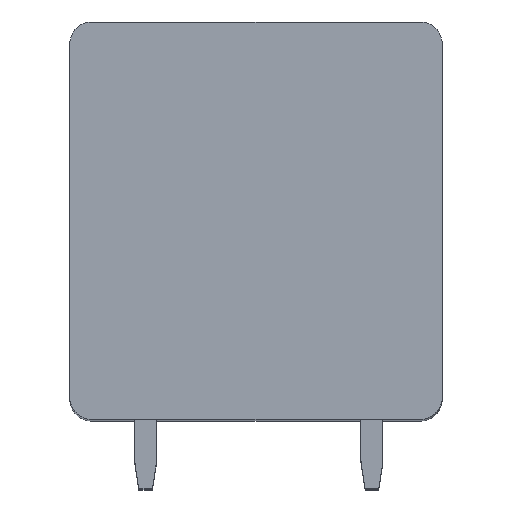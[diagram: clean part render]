
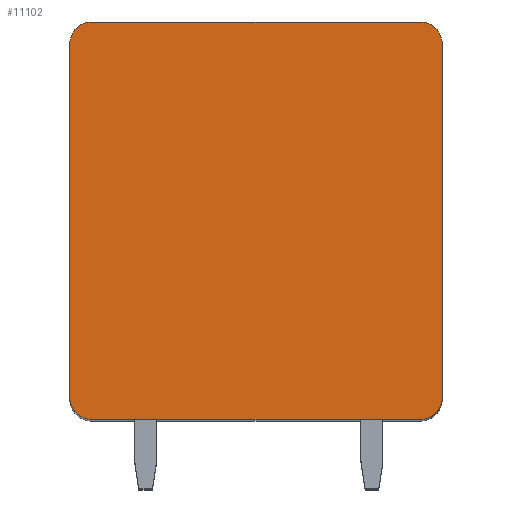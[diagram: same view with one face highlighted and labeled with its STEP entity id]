
A CAD part, top view. The second image highlights one B-rep face of the part: STEP entity #11102.
In plain terms, the highlighted planar face has unit normal (0, 0, 1).
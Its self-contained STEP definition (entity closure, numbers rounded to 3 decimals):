
#1401=CARTESIAN_POINT('',(-5.95,6.4,1.75));
#1402=DIRECTION('',(0.,0.,1.));
#1403=DIRECTION('',(0.,1.,0.));
#1404=AXIS2_PLACEMENT_3D('',#1401,#1402,#1403);
#1406=DIRECTION('',(-1.,0.,0.));
#1407=VECTOR('',#1406,11.9);
#1408=CARTESIAN_POINT('',(5.95,7.2,1.75));
#1409=LINE('',#1408,#1407);
#1410=CARTESIAN_POINT('',(5.95,6.4,1.75));
#1411=DIRECTION('',(0.,0.,1.));
#1412=DIRECTION('',(1.,0.,0.));
#1413=AXIS2_PLACEMENT_3D('',#1410,#1411,#1412);
#1415=DIRECTION('',(0.,1.,0.));
#1416=VECTOR('',#1415,12.8);
#1417=CARTESIAN_POINT('',(6.75,-6.4,1.75));
#1418=LINE('',#1417,#1416);
#1419=CARTESIAN_POINT('',(5.95,-6.4,1.75));
#1420=DIRECTION('',(0.,0.,1.));
#1421=DIRECTION('',(0.,-1.,0.));
#1422=AXIS2_PLACEMENT_3D('',#1419,#1420,#1421);
#1424=DIRECTION('',(1.,0.,0.));
#1425=VECTOR('',#1424,11.9);
#1426=CARTESIAN_POINT('',(-5.95,-7.2,1.75));
#1427=LINE('',#1426,#1425);
#1428=CARTESIAN_POINT('',(-5.95,-6.4,1.75));
#1429=DIRECTION('',(0.,0.,1.));
#1430=DIRECTION('',(-1.,0.,0.));
#1431=AXIS2_PLACEMENT_3D('',#1428,#1429,#1430);
#1433=DIRECTION('',(0.,-1.,0.));
#1434=VECTOR('',#1433,12.8);
#1435=CARTESIAN_POINT('',(-6.75,6.4,1.75));
#1436=LINE('',#1435,#1434);
#8175=CARTESIAN_POINT('',(-5.95,7.2,1.75));
#8176=VERTEX_POINT('',#8175);
#8177=CARTESIAN_POINT('',(-6.75,6.4,1.75));
#8178=VERTEX_POINT('',#8177);
#8183=CARTESIAN_POINT('',(6.75,6.4,1.75));
#8184=VERTEX_POINT('',#8183);
#8185=CARTESIAN_POINT('',(5.95,7.2,1.75));
#8186=VERTEX_POINT('',#8185);
#8191=CARTESIAN_POINT('',(-6.75,-6.4,1.75));
#8192=VERTEX_POINT('',#8191);
#8193=CARTESIAN_POINT('',(-5.95,-7.2,1.75));
#8194=VERTEX_POINT('',#8193);
#8199=CARTESIAN_POINT('',(5.95,-7.2,1.75));
#8200=VERTEX_POINT('',#8199);
#8201=CARTESIAN_POINT('',(6.75,-6.4,1.75));
#8202=VERTEX_POINT('',#8201);
#11087=CARTESIAN_POINT('',(0.,0.,1.75));
#11088=DIRECTION('',(0.,0.,1.));
#11089=DIRECTION('',(1.,0.,0.));
#11090=AXIS2_PLACEMENT_3D('',#11087,#11088,#11089);
#11091=PLANE('',#11090);
#11092=ORIENTED_EDGE('',*,*,#10203,.F.);
#11093=ORIENTED_EDGE('',*,*,#10219,.F.);
#11094=ORIENTED_EDGE('',*,*,#10512,.F.);
#11095=ORIENTED_EDGE('',*,*,#10527,.F.);
#11096=ORIENTED_EDGE('',*,*,#10740,.F.);
#11097=ORIENTED_EDGE('',*,*,#10753,.F.);
#11098=ORIENTED_EDGE('',*,*,#10968,.F.);
#11099=ORIENTED_EDGE('',*,*,#10980,.F.);
#11100=EDGE_LOOP('',(#11092,#11093,#11094,#11095,#11096,#11097,#11098,#11099));
#11101=FACE_OUTER_BOUND('',#11100,.F.);
#1405=CIRCLE('',#1404,0.8);
#1414=CIRCLE('',#1413,0.8);
#1423=CIRCLE('',#1422,0.8);
#1432=CIRCLE('',#1431,0.8);
#10203=EDGE_CURVE('',#8176,#8178,#1405,.T.);
#10219=EDGE_CURVE('',#8186,#8176,#1409,.T.);
#10512=EDGE_CURVE('',#8184,#8186,#1414,.T.);
#10527=EDGE_CURVE('',#8202,#8184,#1418,.T.);
#10740=EDGE_CURVE('',#8200,#8202,#1423,.T.);
#10753=EDGE_CURVE('',#8194,#8200,#1427,.T.);
#10968=EDGE_CURVE('',#8192,#8194,#1432,.T.);
#10980=EDGE_CURVE('',#8178,#8192,#1436,.T.);
#11102=ADVANCED_FACE('',(#11101),#11091,.T.);
